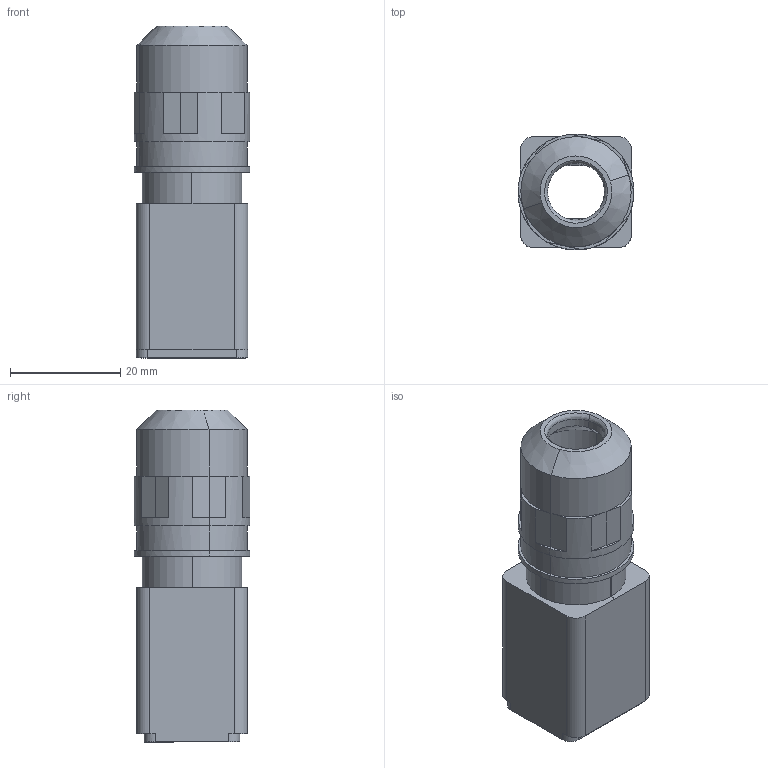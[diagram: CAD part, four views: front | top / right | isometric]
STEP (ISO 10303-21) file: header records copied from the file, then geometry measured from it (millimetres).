
FILE_DESCRIPTION(('CATIA V5 STEP Exchange','CAx-IF Rec.Pracs.--- Model Styling and Organization---1.5--- 2016-08-15','CAx-IF Rec.Pracs.---Supplemental Geometry---1.0---2011-11-01','CAx-IF Rec.Pracs.--- Composite Materials ---1.1---2010-07-15'),'2;1');
FILE_NAME ('028511-3_0', '2025-06-20T07:19:26+00:00', ('none'), ('Weidmueller'), 'CATIA Version 5-6 Release 2022 SP4 HF5', 'CATIA V5 STEP AP214 v3', 'none');
FILE_SCHEMA(('AUTOMOTIVE_DESIGN { 1 0 10303 214 1 1 1 1 }'));
Length unit declared in the file: millimetre
Products named in the file (1): 1962520000
Bounding box: 21 x 21 x 60.2 mm (x, y, z)
Volume: 11996.9 mm3; surface area: 10339.2 mm2
Topology: 1 solids, 3 shells, 310 faces, 789 edges, 491 vertices
Faces by surface type: plane 140, cylinder 96, torus 50, cone 18, extrusion 6
Entity records: 9575 total; most frequent: CARTESIAN_POINT 2196, ORIENTED_EDGE 1578, DIRECTION 1207, EDGE_CURVE 789, AXIS2_PLACEMENT_3D 560, VERTEX_POINT 491, VECTOR 403, LINE 397
